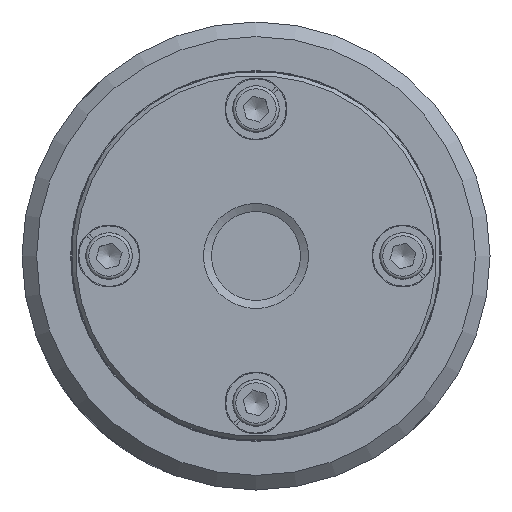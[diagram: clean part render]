
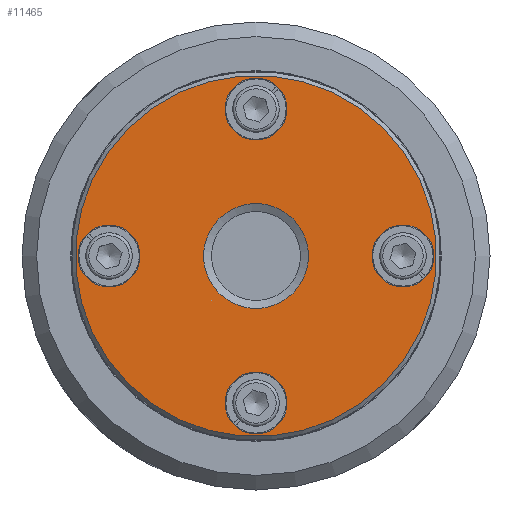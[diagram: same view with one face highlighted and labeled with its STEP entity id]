
A CAD part, left-side view. The second image highlights one B-rep face of the part: STEP entity #11465.
In plain terms, the highlighted planar face has unit normal (-1, 0, 0).
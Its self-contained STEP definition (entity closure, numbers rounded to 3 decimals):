
#390=FACE_BOUND('',#3675,.T.);
#391=FACE_BOUND('',#3676,.T.);
#392=FACE_BOUND('',#3677,.T.);
#393=FACE_BOUND('',#3678,.T.);
#394=FACE_BOUND('',#3679,.T.);
#2973=FACE_OUTER_BOUND('',#3674,.T.);
#3674=EDGE_LOOP('',(#9976));
#3675=EDGE_LOOP('',(#9977,#9978));
#3676=EDGE_LOOP('',(#9979,#9980));
#3677=EDGE_LOOP('',(#9981,#9982));
#3678=EDGE_LOOP('',(#9983,#9984));
#3679=EDGE_LOOP('',(#9985,#9986));
#4264=CIRCLE('',#12418,6.35);
#4265=CIRCLE('',#12419,6.35);
#4267=CIRCLE('',#12423,6.35);
#4268=CIRCLE('',#12424,6.35);
#4270=CIRCLE('',#12428,6.35);
#4271=CIRCLE('',#12429,6.35);
#4273=CIRCLE('',#12433,6.35);
#4274=CIRCLE('',#12434,6.35);
#4277=CIRCLE('',#12439,10.75);
#4278=CIRCLE('',#12440,10.75);
#4286=CIRCLE('',#12453,37.05);
#5407=VERTEX_POINT('',#24205);
#5408=VERTEX_POINT('',#24207);
#5410=VERTEX_POINT('',#24215);
#5411=VERTEX_POINT('',#24217);
#5413=VERTEX_POINT('',#24225);
#5414=VERTEX_POINT('',#24227);
#5416=VERTEX_POINT('',#24235);
#5417=VERTEX_POINT('',#24237);
#5420=VERTEX_POINT('',#24247);
#5421=VERTEX_POINT('',#24249);
#5430=VERTEX_POINT('',#24276);
#6970=EDGE_CURVE('',#5408,#5407,#4264,.T.);
#6971=EDGE_CURVE('',#5407,#5408,#4265,.T.);
#6975=EDGE_CURVE('',#5411,#5410,#4267,.T.);
#6976=EDGE_CURVE('',#5410,#5411,#4268,.T.);
#6980=EDGE_CURVE('',#5414,#5413,#4270,.T.);
#6981=EDGE_CURVE('',#5413,#5414,#4271,.T.);
#6985=EDGE_CURVE('',#5417,#5416,#4273,.T.);
#6986=EDGE_CURVE('',#5416,#5417,#4274,.T.);
#6991=EDGE_CURVE('',#5421,#5420,#4277,.T.);
#6992=EDGE_CURVE('',#5420,#5421,#4278,.T.);
#7005=EDGE_CURVE('',#5430,#5430,#4286,.T.);
#9976=ORIENTED_EDGE('',*,*,#7005,.F.);
#9977=ORIENTED_EDGE('',*,*,#6970,.T.);
#9978=ORIENTED_EDGE('',*,*,#6971,.T.);
#9979=ORIENTED_EDGE('',*,*,#6975,.T.);
#9980=ORIENTED_EDGE('',*,*,#6976,.T.);
#9981=ORIENTED_EDGE('',*,*,#6980,.T.);
#9982=ORIENTED_EDGE('',*,*,#6981,.T.);
#9983=ORIENTED_EDGE('',*,*,#6985,.T.);
#9984=ORIENTED_EDGE('',*,*,#6986,.T.);
#9985=ORIENTED_EDGE('',*,*,#6991,.T.);
#9986=ORIENTED_EDGE('',*,*,#6992,.T.);
#10923=PLANE('',#12455);
#11465=ADVANCED_FACE('',(#2973,#390,#391,#392,#393,#394),#10923,.T.);
#12418=AXIS2_PLACEMENT_3D('',#24208,#14946,#14947);
#12419=AXIS2_PLACEMENT_3D('',#24209,#14948,#14949);
#12423=AXIS2_PLACEMENT_3D('',#24218,#14958,#14959);
#12424=AXIS2_PLACEMENT_3D('',#24219,#14960,#14961);
#12428=AXIS2_PLACEMENT_3D('',#24228,#14970,#14971);
#12429=AXIS2_PLACEMENT_3D('',#24229,#14972,#14973);
#12433=AXIS2_PLACEMENT_3D('',#24238,#14982,#14983);
#12434=AXIS2_PLACEMENT_3D('',#24239,#14984,#14985);
#12439=AXIS2_PLACEMENT_3D('',#24250,#14996,#14997);
#12440=AXIS2_PLACEMENT_3D('',#24251,#14998,#14999);
#12453=AXIS2_PLACEMENT_3D('',#24278,#15029,#15030);
#12455=AXIS2_PLACEMENT_3D('',#24280,#15033,#15034);
#14946=DIRECTION('center_axis',(1.,0.,0.));
#14947=DIRECTION('ref_axis',(0.,0.707,0.707));
#14948=DIRECTION('center_axis',(1.,0.,0.));
#14949=DIRECTION('ref_axis',(0.,0.707,0.707));
#14958=DIRECTION('center_axis',(1.,0.,0.));
#14959=DIRECTION('ref_axis',(0.,0.707,-0.707));
#14960=DIRECTION('center_axis',(1.,0.,0.));
#14961=DIRECTION('ref_axis',(0.,0.707,-0.707));
#14970=DIRECTION('center_axis',(1.,0.,0.));
#14971=DIRECTION('ref_axis',(0.,-0.707,-0.707));
#14972=DIRECTION('center_axis',(1.,0.,0.));
#14973=DIRECTION('ref_axis',(0.,-0.707,-0.707));
#14982=DIRECTION('center_axis',(1.,0.,0.));
#14983=DIRECTION('ref_axis',(0.,-0.707,0.707));
#14984=DIRECTION('center_axis',(1.,0.,0.));
#14985=DIRECTION('ref_axis',(0.,-0.707,0.707));
#14996=DIRECTION('center_axis',(1.,0.,0.));
#14997=DIRECTION('ref_axis',(0.,-0.707,-0.707));
#14998=DIRECTION('center_axis',(1.,0.,0.));
#14999=DIRECTION('ref_axis',(0.,-0.707,-0.707));
#15029=DIRECTION('center_axis',(1.,0.,0.));
#15030=DIRECTION('ref_axis',(0.,-0.707,-0.707));
#15033=DIRECTION('center_axis',(-1.,0.,0.));
#15034=DIRECTION('ref_axis',(0.,-0.707,0.707));
#24205=CARTESIAN_POINT('',(-46.15,25.66,-4.49));
#24207=CARTESIAN_POINT('',(-46.15,34.64,4.49));
#24208=CARTESIAN_POINT('Origin',(-46.15,30.15,0.));
#24209=CARTESIAN_POINT('Origin',(-46.15,30.15,0.));
#24215=CARTESIAN_POINT('',(-46.15,-4.49,-25.66));
#24217=CARTESIAN_POINT('',(-46.15,4.49,-34.64));
#24218=CARTESIAN_POINT('Origin',(-46.15,0.,-30.15));
#24219=CARTESIAN_POINT('Origin',(-46.15,0.,-30.15));
#24225=CARTESIAN_POINT('',(-46.15,-25.66,4.49));
#24227=CARTESIAN_POINT('',(-46.15,-34.64,-4.49));
#24228=CARTESIAN_POINT('Origin',(-46.15,-30.15,0.));
#24229=CARTESIAN_POINT('Origin',(-46.15,-30.15,0.));
#24235=CARTESIAN_POINT('',(-46.15,4.49,25.66));
#24237=CARTESIAN_POINT('',(-46.15,-4.49,34.64));
#24238=CARTESIAN_POINT('Origin',(-46.15,0.,30.15));
#24239=CARTESIAN_POINT('Origin',(-46.15,0.,30.15));
#24247=CARTESIAN_POINT('',(-46.15,7.601,7.601));
#24249=CARTESIAN_POINT('',(-46.15,-7.601,-7.601));
#24250=CARTESIAN_POINT('Origin',(-46.15,0.,0.));
#24251=CARTESIAN_POINT('Origin',(-46.15,0.,0.));
#24276=CARTESIAN_POINT('',(-46.15,26.198,26.198));
#24278=CARTESIAN_POINT('Origin',(-46.15,0.,0.));
#24280=CARTESIAN_POINT('Origin',(-46.15,13.382,13.382));
